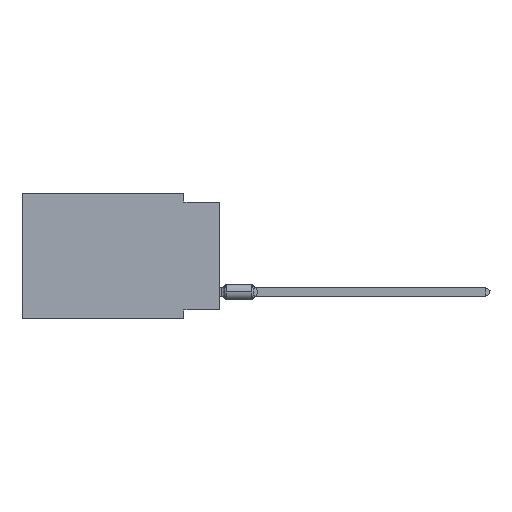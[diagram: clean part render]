
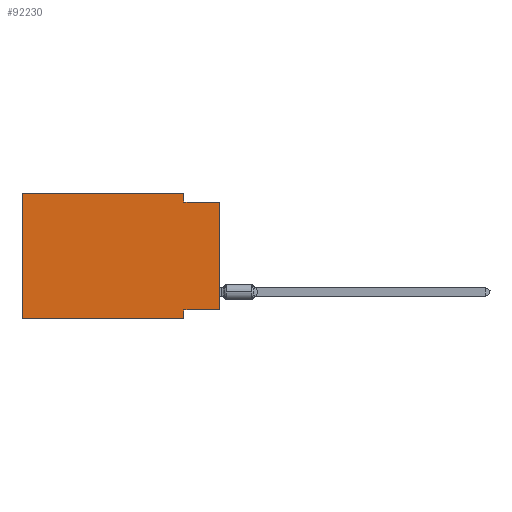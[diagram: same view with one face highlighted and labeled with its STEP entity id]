
A CAD part, left-side view. The second image highlights one B-rep face of the part: STEP entity #92230.
In plain terms, the highlighted planar face has unit normal (-1, 0, 0).
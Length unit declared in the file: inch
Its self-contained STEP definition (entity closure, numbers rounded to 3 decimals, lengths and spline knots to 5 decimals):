
#1805 = DIRECTION ( 'NONE',  ( 0., 0., 1. ) ) ;
#1842 = EDGE_CURVE ( 'NONE', #38262, #80397, #9775, .T. ) ;
#2886 = LINE ( 'NONE', #60066, #71773 ) ;
#2988 = ORIENTED_EDGE ( 'NONE', *, *, #1842, .F. ) ;
#3006 = VECTOR ( 'NONE', #23276, 39.37008 ) ;
#4689 = CARTESIAN_POINT ( 'NONE',  ( 0., 0.1, 0. ) ) ;
#6095 = VECTOR ( 'NONE', #100069, 39.37008 ) ;
#6528 = VERTEX_POINT ( 'NONE', #16136 ) ;
#6612 = VERTEX_POINT ( 'NONE', #14054 ) ;
#9775 = LINE ( 'NONE', #92055, #6095 ) ;
#9902 = ORIENTED_EDGE ( 'NONE', *, *, #42884, .F. ) ;
#14054 = CARTESIAN_POINT ( 'NONE',  ( 0., 0.55, 0. ) ) ;
#14808 = LINE ( 'NONE', #4689, #89503 ) ;
#16136 = CARTESIAN_POINT ( 'NONE',  ( 0., 0., -0.325 ) ) ;
#17342 = VECTOR ( 'NONE', #105080, 39.37008 ) ;
#19466 = DIRECTION ( 'NONE',  ( 0., -1., 0. ) ) ;
#19535 = LINE ( 'NONE', #36086, #92818 ) ;
#21863 = LINE ( 'NONE', #46426, #30160 ) ;
#23276 = DIRECTION ( 'NONE',  ( 0., 1., 0. ) ) ;
#27981 = CARTESIAN_POINT ( 'NONE',  ( 0., 0.55, 0. ) ) ;
#30160 = VECTOR ( 'NONE', #85975, 39.37008 ) ;
#30420 = CARTESIAN_POINT ( 'NONE',  ( 0., 0.1, 0. ) ) ;
#30557 = EDGE_CURVE ( 'NONE', #6528, #38262, #48887, .T. ) ;
#32875 = CARTESIAN_POINT ( 'NONE',  ( 0., 0., -0.325 ) ) ;
#34082 = VECTOR ( 'NONE', #1805, 39.37008 ) ;
#35703 = ORIENTED_EDGE ( 'NONE', *, *, #85578, .F. ) ;
#36086 = CARTESIAN_POINT ( 'NONE',  ( 0., 0., 0. ) ) ;
#38262 = VERTEX_POINT ( 'NONE', #74124 ) ;
#42884 = EDGE_CURVE ( 'NONE', #65854, #6612, #60041, .T. ) ;
#43077 = ORIENTED_EDGE ( 'NONE', *, *, #98661, .T. ) ;
#43813 = ORIENTED_EDGE ( 'NONE', *, *, #30557, .F. ) ;
#46426 = CARTESIAN_POINT ( 'NONE',  ( 0., 0.55, 0. ) ) ;
#47502 = DIRECTION ( 'NONE',  ( 0., 0., -1. ) ) ;
#48010 = CARTESIAN_POINT ( 'NONE',  ( 0., 0.55, 0. ) ) ;
#48887 = LINE ( 'NONE', #32875, #3006 ) ;
#53326 = VERTEX_POINT ( 'NONE', #55692 ) ;
#55692 = CARTESIAN_POINT ( 'NONE',  ( 0., 0.1, -0.025 ) ) ;
#56552 = PLANE ( 'NONE',  #90375 ) ;
#60041 = LINE ( 'NONE', #27981, #34082 ) ;
#60066 = CARTESIAN_POINT ( 'NONE',  ( 0., 0., -0.025 ) ) ;
#63829 = EDGE_LOOP ( 'NONE', ( #43077, #81944, #99873, #35703, #9902, #89235, #2988, #43813 ) ) ;
#65854 = VERTEX_POINT ( 'NONE', #102872 ) ;
#66391 = CARTESIAN_POINT ( 'NONE',  ( 0., 0., -0.025 ) ) ;
#68560 = EDGE_CURVE ( 'NONE', #65854, #80397, #80502, .T. ) ;
#68666 = DIRECTION ( 'NONE',  ( 0., 0., 1. ) ) ;
#71773 = VECTOR ( 'NONE', #19466, 39.37008 ) ;
#74124 = CARTESIAN_POINT ( 'NONE',  ( 0., 0.1, -0.325 ) ) ;
#75305 = EDGE_CURVE ( 'NONE', #53326, #99898, #2886, .T. ) ;
#79987 = CARTESIAN_POINT ( 'NONE',  ( 0., 0.55, -0.35 ) ) ;
#79996 = DIRECTION ( 'NONE',  ( 0., 0., -1. ) ) ;
#80397 = VERTEX_POINT ( 'NONE', #100744 ) ;
#80502 = LINE ( 'NONE', #79987, #17342 ) ;
#81133 = DIRECTION ( 'NONE',  ( 1., 0., 0. ) ) ;
#81355 = EDGE_CURVE ( 'NONE', #86787, #53326, #14808, .T. ) ;
#81944 = ORIENTED_EDGE ( 'NONE', *, *, #75305, .F. ) ;
#85578 = EDGE_CURVE ( 'NONE', #6612, #86787, #21863, .T. ) ;
#85975 = DIRECTION ( 'NONE',  ( 0., -1., 0. ) ) ;
#85993 = FACE_OUTER_BOUND ( 'NONE', #63829, .T. ) ;
#86787 = VERTEX_POINT ( 'NONE', #30420 ) ;
#89235 = ORIENTED_EDGE ( 'NONE', *, *, #68560, .T. ) ;
#89503 = VECTOR ( 'NONE', #79996, 39.37008 ) ;
#90375 = AXIS2_PLACEMENT_3D ( 'NONE', #48010, #81133, #47502 ) ;
#92055 = CARTESIAN_POINT ( 'NONE',  ( 0., 0.1, -0.35 ) ) ;
#92230 = ADVANCED_FACE ( 'NONE', ( #85993 ), #56552, .F. ) ;
#92818 = VECTOR ( 'NONE', #68666, 39.37008 ) ;
#98661 = EDGE_CURVE ( 'NONE', #6528, #99898, #19535, .T. ) ;
#99873 = ORIENTED_EDGE ( 'NONE', *, *, #81355, .F. ) ;
#99898 = VERTEX_POINT ( 'NONE', #66391 ) ;
#100069 = DIRECTION ( 'NONE',  ( 0., 0., -1. ) ) ;
#100744 = CARTESIAN_POINT ( 'NONE',  ( 0., 0.1, -0.35 ) ) ;
#102872 = CARTESIAN_POINT ( 'NONE',  ( 0., 0.55, -0.35 ) ) ;
#105080 = DIRECTION ( 'NONE',  ( 0., -1., 0. ) ) ;
